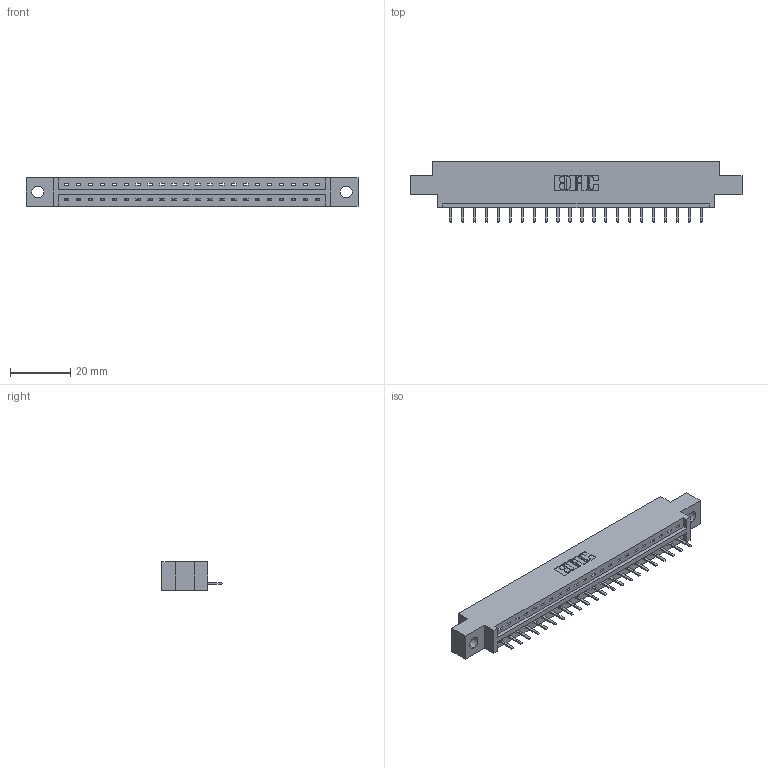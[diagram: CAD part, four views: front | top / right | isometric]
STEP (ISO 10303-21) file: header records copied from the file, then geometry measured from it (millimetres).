
FILE_DESCRIPTION (( 'STEP AP203' ), '1' );
FILE_NAME ('337-022-520-604.STEP', '2018-08-05T12:48:50', ( '' ), ( '' ), 'SwSTEP 2.0', 'SolidWorks 2016', '' );
FILE_SCHEMA (( 'CONFIG_CONTROL_DESIGN' ));
Length unit declared in the file: inch
Products named in the file (3): 337 Part_0.170 Offset - 0.156 Dia-TH; 345-292-001_345-293-120; 337-022-520-604
Assembly tree (23 placements, depth 2):
  337-022-520-604
    337 Part_0.170 Offset - 0.156 Dia-TH
    345-292-001_345-293-120  x22
Bounding box: 110.19 x 20.02 x 9.4 mm (x, y, z)
Volume: 10933 mm3; surface area: 10850.5 mm2
Topology: 23 solids, 23 shells, 1570 faces, 4635 edges, 3030 vertices
Faces by surface type: plane 1130, cylinder 440
Entity records: 19189 total; most frequent: CARTESIAN_POINT 3360, ORIENTED_EDGE 3306, DIRECTION 2857, EDGE_CURVE 1653, LINE 1521, VECTOR 1521, VERTEX_POINT 1098, AXIS2_PLACEMENT_3D 668
